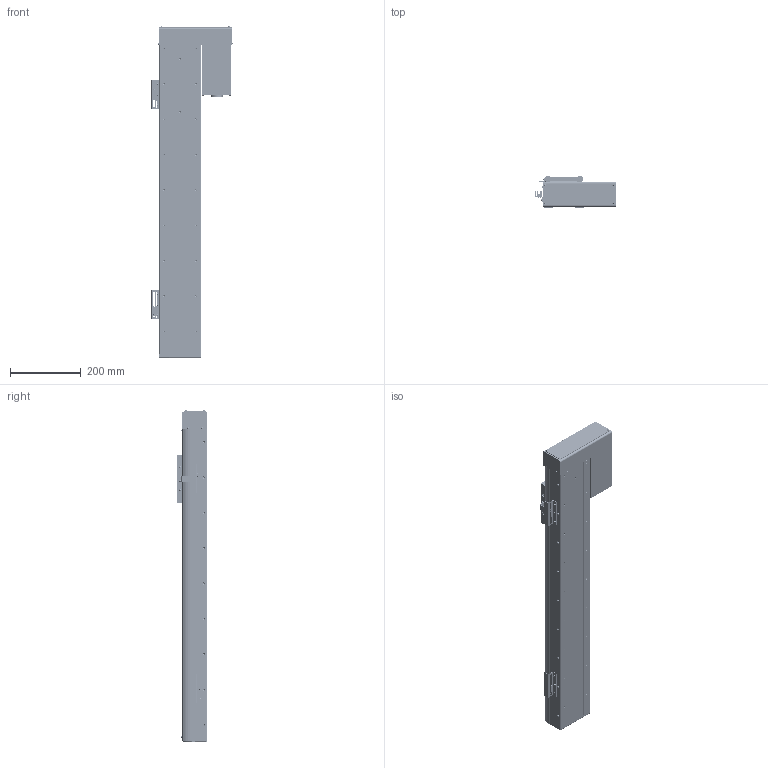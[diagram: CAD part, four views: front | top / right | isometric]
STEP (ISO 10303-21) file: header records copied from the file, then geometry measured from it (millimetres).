
FILE_DESCRIPTION (( 'STEP AP203' ), '1' );
FILE_NAME ('HC120-XXX-PR-600-XX-SL-OF.STEP', '2020-08-04T04:35:39', ( '彌營遵' ), ( '' ), 'SwSTEP 2.0', 'SolidWorks 2013', '' );
FILE_SCHEMA (( 'CONFIG_CONTROL_DESIGN' ));
Length unit declared in the file: millimetre
Products named in the file (45): HC CARRIER-ST600; hg-kr23_-ST600; HRballscrew-ST600; socket head cap screw_ks_KS 1003 - M4 x 10 x 10-N; socket countersunk head screw_am_B18.3.5M - 3 x 0.5 x 10 Socket FCHS  -- 10C; SHAFT-ST600; HR Series motor case cover(奢辨)-ST600; HRbearing cap-ST600; MASensor Brk-ST600_ル遽; socket button head cap screw_am_B18.3.4M - 3 x 0.5 x 8 SBHCS --N; HC CARRIER COVER-ST600; HR Series motor case(奢辨)-ST600; STEEL BELT-ST600; EE-SX-674(奢辨 撫憮)-ST600_ル遽; socket countersunk head screw_am_B18.3.5M - 3 x 0.5 x 6 Socket FCHS  -- 6C; HR15 block-ST600_ル遽; HR Series TENTION PLATE(奢辨)-ST600; STEEL BELT FIX-ST600; BASE-ST600; socket head cap screw_ks_KS 1003 - M3 x 5 x 5-N; socket button head cap screw_am_B18.3.4M - 3 x 0.5 x 5 SBHCS --N; HRballnut-ST600; 醴喀攪-ST600; SUPPOERT BLOCK-ST600; HR15 rail-ST600_ル遽; HC100 SENSOR_1(PR); spring lock washer_ks_KS 1324 - M3; HC SENSOR DOG-ST600; 煽溺-ST600; FRONT PLATE-ST600; BEARING HOUSING(堅薑)-ST600; HC100 SENSOR_2(PR); CARRIER-ST600; HB60 DAMPER-ST600; SIDE COVER2-ST600; FRONT PLATE COVER-ST600; BEARING HOUSING(雖雖)-ST600; HC120-XXX-PR-600-XX-SL-OF; pan cross head_ks_KS 1023 PC- M3 x 5-N; STEEL BELT TENSION BRK-ST600 ...
Assembly tree (118 placements, depth 3):
  HC120-XXX-PR-600-XX-SL-OF
    BASE-ST600
    HR15 rail-ST600_ル遽  x2
    BEARING HOUSING(堅薑)-ST600
    BEARING HOUSING(雖雖)-ST600
    END COVER-ST600
    HRballscrew-ST600
    HRbearing cap-ST600
    STEEL BELT-ST600
    STEEL BELT FIX-ST600  x2
    SUPPOERT BLOCK-ST600  x2
    煽溺-ST600
      FRONT PLATE-ST600
      FRONT PLATE COVER-ST600
      FRONT PLATE COVER 唯衛璽-ST600
      hg-kr23_-ST600
      HR Series motor case cover(奢辨)-ST600
      HR Series motor case(奢辨)-ST600
      HR Series TENTION PLATE(奢辨)-ST600
      醴喀攪-ST600
    SIDE COVER2-ST600
    SIDE COVER-ST600
    CARRIER-ST600
      HC CARRIER-ST600
      SHAFT-ST600  x12
      HC CARRIER COVER-ST600
      HR15 block-ST600_ル遽  x4
      HRballnut-ST600
      HC SENSOR DOG-ST600
      HB60 DAMPER-ST600  x4
      STEEL BELT TENSION BRK-ST600  x2
      STEEL BELT TENSION PLATE-ST600  x2
      socket countersunk head screw_am_B18.3.5M - 3 x 0.5 x 10 Socket FCHS  -- 10C  x8
      socket button head cap screw_am_B18.3.4M - 3 x 0.5 x 8 SBHCS --N  x4
      socket countersunk head screw_am_B18.3.5M - 3 x 0.5 x 6 Socket FCHS  -- 6C  x4
      socket button head cap screw_am_B18.3.4M - 3 x 0.5 x 5 SBHCS --N  x2
      spring lock washer_ks_KS 1324 - M3  x2
    pan cross head_ks_KS 1023 PC- M3 x 5-N  x16
    socket head cap screw_ks_KS 1003 - M6 x 10 x 10-N  x2
    socket head cap screw_ks_KS 1003 - M4 x 10 x 10-N  x2
    HC100 SENSOR_1(PR)
      MASensor Brk-ST600_ル遽
      EE-SX-674(奢辨 撫憮)-ST600_ル遽  x2
      socket head cap screw_ks_KS 1003 - M3 x 5 x 5-N  x7
      spring lock washer_ks_KS 1324 - M3  x3
    HC100 SENSOR_2(PR)
      MASensor Brk-ST600_ル遽
      EE-SX-674(奢辨 撫憮)-ST600_ル遽
      socket head cap screw_ks_KS 1003 - M3 x 5 x 5-N  x5
      spring lock washer_ks_KS 1324 - M3  x3
Bounding box: 229.15 x 86.5 x 938.95 mm (x, y, z)
Volume: 3411008.5 mm3; surface area: 1490690.4 mm2
Topology: 114 solids, 114 shells, 4610 faces, 11637 edges, 7154 vertices
Faces by surface type: plane 2153, cylinder 1485, cone 724, torus 200, sphere 46, bspline 2
Entity records: 114077 total; most frequent: CARTESIAN_POINT 45920, DIRECTION 13380, ORIENTED_EDGE 12332, EDGE_CURVE 6166, AXIS2_PLACEMENT_3D 4913, VERTEX_POINT 3974, LINE 3554, VECTOR 3554
